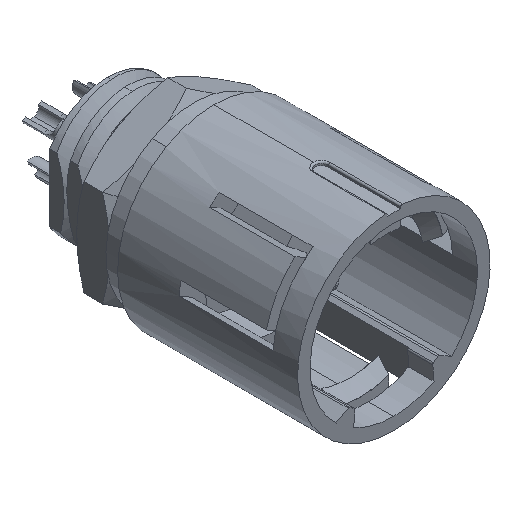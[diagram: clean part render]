
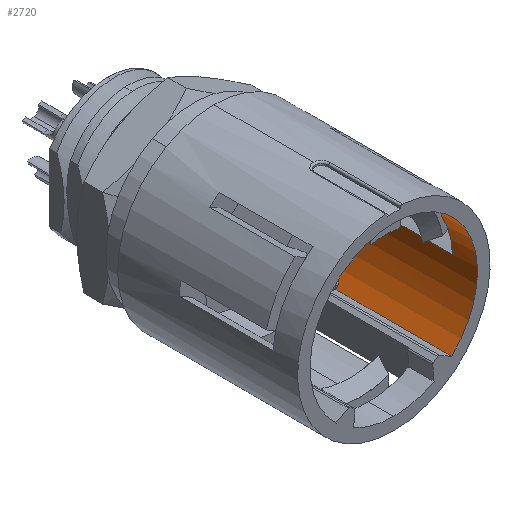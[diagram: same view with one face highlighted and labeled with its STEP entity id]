
A CAD part, isometric view. The second image highlights one B-rep face of the part: STEP entity #2720.
In plain terms, the highlighted cylindrical face has radius 5 mm (diameter 10 mm), a partial arc.
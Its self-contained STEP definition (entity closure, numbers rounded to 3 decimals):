
#83 = VERTEX_POINT ( 'NONE', #4486 ) ;
#127 = VERTEX_POINT ( 'NONE', #6465 ) ;
#131 = CARTESIAN_POINT ( 'NONE',  ( -4.999, 7.1, 0.115 ) ) ;
#183 = EDGE_CURVE ( 'NONE', #3055, #4384, #6013, .T. ) ;
#194 = AXIS2_PLACEMENT_3D ( 'NONE', #5013, #1297, #5639 ) ;
#310 = EDGE_CURVE ( 'NONE', #5897, #5389, #5052, .T. ) ;
#431 = VERTEX_POINT ( 'NONE', #2502 ) ;
#482 = EDGE_CURVE ( 'NONE', #5389, #431, #5723, .T. ) ;
#484 = VERTEX_POINT ( 'NONE', #3685 ) ;
#537 = EDGE_CURVE ( 'NONE', #431, #3641, #623, .T. ) ;
#623 = CIRCLE ( 'NONE', #5428, 5. ) ;
#706 = EDGE_CURVE ( 'NONE', #127, #83, #2875, .T. ) ;
#739 = DIRECTION ( 'NONE',  ( 0., 1., 0. ) ) ;
#751 = ORIENTED_EDGE ( 'NONE', *, *, #482, .T. ) ;
#869 = CIRCLE ( 'NONE', #7435, 5. ) ;
#896 = CARTESIAN_POINT ( 'NONE',  ( 0., 0.5, 0. ) ) ;
#964 = VECTOR ( 'NONE', #5032, 1000. ) ;
#998 = DIRECTION ( 'NONE',  ( 0., -1., 0. ) ) ;
#1112 = ORIENTED_EDGE ( 'NONE', *, *, #7088, .T. ) ;
#1120 = VERTEX_POINT ( 'NONE', #3290 ) ;
#1180 = ORIENTED_EDGE ( 'NONE', *, *, #5922, .F. ) ;
#1255 = VECTOR ( 'NONE', #6575, 1000. ) ;
#1266 = LINE ( 'NONE', #5745, #7547 ) ;
#1279 = LINE ( 'NONE', #2022, #4573 ) ;
#1297 = DIRECTION ( 'NONE',  ( 0., 1., 0. ) ) ;
#1382 = DIRECTION ( 'NONE',  ( 0., -1., 0. ) ) ;
#1398 = DIRECTION ( 'NONE',  ( 0., 1., 0. ) ) ;
#1443 = ORIENTED_EDGE ( 'NONE', *, *, #7180, .T. ) ;
#1495 = DIRECTION ( 'NONE',  ( 0., 0., -1. ) ) ;
#1656 = ORIENTED_EDGE ( 'NONE', *, *, #7288, .T. ) ;
#1674 = DIRECTION ( 'NONE',  ( 0., -1., 0. ) ) ;
#1740 = AXIS2_PLACEMENT_3D ( 'NONE', #4444, #739, #5073 ) ;
#1766 = CARTESIAN_POINT ( 'NONE',  ( 0.9, 7.1, 4.918 ) ) ;
#1828 = CARTESIAN_POINT ( 'NONE',  ( -2.599, 1.5, 4.272 ) ) ;
#2022 = CARTESIAN_POINT ( 'NONE',  ( 0.9, 0., 4.918 ) ) ;
#2033 = DIRECTION ( 'NONE',  ( 0., 1., 0. ) ) ;
#2047 = DIRECTION ( 'NONE',  ( 0., -1., 0. ) ) ;
#2092 = LINE ( 'NONE', #6472, #5430 ) ;
#2118 = DIRECTION ( 'NONE',  ( 0., -1., 0. ) ) ;
#2140 = EDGE_CURVE ( 'NONE', #5604, #5941, #1279, .T. ) ;
#2220 = DIRECTION ( 'NONE',  ( 0., 0., -1. ) ) ;
#2263 = CARTESIAN_POINT ( 'NONE',  ( 0., 7.1, 0. ) ) ;
#2502 = CARTESIAN_POINT ( 'NONE',  ( -4.999, 1.5, 0.115 ) ) ;
#2543 = CARTESIAN_POINT ( 'NONE',  ( -2.599, 0., 4.272 ) ) ;
#2590 = CARTESIAN_POINT ( 'NONE',  ( -2.599, 7.1, 4.272 ) ) ;
#2720 = ADVANCED_FACE ( 'NONE', ( #6573 ), #4389, .F. ) ;
#2875 = LINE ( 'NONE', #5993, #1255 ) ;
#2888 = CARTESIAN_POINT ( 'NONE',  ( 0., 0., 0. ) ) ;
#2898 = DIRECTION ( 'NONE',  ( 0., 0., -1. ) ) ;
#2969 = CARTESIAN_POINT ( 'NONE',  ( 0., 7.1, 0. ) ) ;
#3055 = VERTEX_POINT ( 'NONE', #3109 ) ;
#3070 = DIRECTION ( 'NONE',  ( 0., 0., -1. ) ) ;
#3094 = CIRCLE ( 'NONE', #1740, 5. ) ;
#3109 = CARTESIAN_POINT ( 'NONE',  ( 3.45, 0., -3.619 ) ) ;
#3189 = LINE ( 'NONE', #2543, #964 ) ;
#3290 = CARTESIAN_POINT ( 'NONE',  ( 4.999, 7.1, 0.115 ) ) ;
#3578 = ORIENTED_EDGE ( 'NONE', *, *, #6767, .T. ) ;
#3619 = DIRECTION ( 'NONE',  ( 0., 0., -1. ) ) ;
#3641 = VERTEX_POINT ( 'NONE', #1828 ) ;
#3685 = CARTESIAN_POINT ( 'NONE',  ( 4.999, 1.5, 0.115 ) ) ;
#3841 = VERTEX_POINT ( 'NONE', #2590 ) ;
#3943 = AXIS2_PLACEMENT_3D ( 'NONE', #2888, #1382, #2220 ) ;
#4071 = ORIENTED_EDGE ( 'NONE', *, *, #537, .T. ) ;
#4104 = CARTESIAN_POINT ( 'NONE',  ( -4.999, 0., 0.115 ) ) ;
#4123 = EDGE_CURVE ( 'NONE', #5897, #4925, #4568, .T. ) ;
#4191 = ORIENTED_EDGE ( 'NONE', *, *, #706, .F. ) ;
#4315 = AXIS2_PLACEMENT_3D ( 'NONE', #5791, #2033, #6405 ) ;
#4358 = ORIENTED_EDGE ( 'NONE', *, *, #310, .T. ) ;
#4384 = VERTEX_POINT ( 'NONE', #6214 ) ;
#4388 = VECTOR ( 'NONE', #6140, 1000. ) ;
#4389 = CYLINDRICAL_SURFACE ( 'NONE', #3943, 5. ) ;
#4444 = CARTESIAN_POINT ( 'NONE',  ( 0., 7.1, 0. ) ) ;
#4486 = CARTESIAN_POINT ( 'NONE',  ( -0.9, 7.1, 4.918 ) ) ;
#4568 = LINE ( 'NONE', #6636, #6208 ) ;
#4573 = VECTOR ( 'NONE', #2047, 1000. ) ;
#4602 = ORIENTED_EDGE ( 'NONE', *, *, #6710, .F. ) ;
#4738 = ORIENTED_EDGE ( 'NONE', *, *, #6943, .T. ) ;
#4797 = DIRECTION ( 'NONE',  ( 0., 1., 0. ) ) ;
#4874 = CARTESIAN_POINT ( 'NONE',  ( 0., 7.1, 0. ) ) ;
#4925 = VERTEX_POINT ( 'NONE', #6955 ) ;
#4958 = CIRCLE ( 'NONE', #194, 5. ) ;
#5013 = CARTESIAN_POINT ( 'NONE',  ( 0., 0., 0. ) ) ;
#5032 = DIRECTION ( 'NONE',  ( 0., 1., 0. ) ) ;
#5035 = VERTEX_POINT ( 'NONE', #5873 ) ;
#5052 = CIRCLE ( 'NONE', #7668, 5. ) ;
#5073 = DIRECTION ( 'NONE',  ( 0., 0., -1. ) ) ;
#5205 = CARTESIAN_POINT ( 'NONE',  ( -3.45, 7.1, -3.619 ) ) ;
#5214 = DIRECTION ( 'NONE',  ( 0., 0., -1. ) ) ;
#5233 = DIRECTION ( 'NONE',  ( 0., -1., 0. ) ) ;
#5379 = AXIS2_PLACEMENT_3D ( 'NONE', #2263, #6595, #2898 ) ;
#5389 = VERTEX_POINT ( 'NONE', #131 ) ;
#5428 = AXIS2_PLACEMENT_3D ( 'NONE', #5867, #4797, #3070 ) ;
#5430 = VECTOR ( 'NONE', #2118, 1000. ) ;
#5456 = CARTESIAN_POINT ( 'NONE',  ( 2.599, 1.5, 4.272 ) ) ;
#5604 = VERTEX_POINT ( 'NONE', #1766 ) ;
#5639 = DIRECTION ( 'NONE',  ( 0., 0., -1. ) ) ;
#5686 = CARTESIAN_POINT ( 'NONE',  ( 3.45, 0., -3.619 ) ) ;
#5723 = LINE ( 'NONE', #4104, #7068 ) ;
#5745 = CARTESIAN_POINT ( 'NONE',  ( 4.999, 0., 0.115 ) ) ;
#5791 = CARTESIAN_POINT ( 'NONE',  ( 0., 1.5, 0. ) ) ;
#5856 = CARTESIAN_POINT ( 'NONE',  ( 0.9, 0.5, 4.918 ) ) ;
#5867 = CARTESIAN_POINT ( 'NONE',  ( 0., 1.5, 0. ) ) ;
#5873 = CARTESIAN_POINT ( 'NONE',  ( 2.599, 7.1, 4.272 ) ) ;
#5897 = VERTEX_POINT ( 'NONE', #5205 ) ;
#5922 = EDGE_CURVE ( 'NONE', #5941, #127, #869, .T. ) ;
#5941 = VERTEX_POINT ( 'NONE', #5856 ) ;
#5993 = CARTESIAN_POINT ( 'NONE',  ( -0.9, 0., 4.918 ) ) ;
#6013 = LINE ( 'NONE', #5686, #4388 ) ;
#6063 = ORIENTED_EDGE ( 'NONE', *, *, #2140, .F. ) ;
#6102 = CIRCLE ( 'NONE', #7748, 5. ) ;
#6140 = DIRECTION ( 'NONE',  ( 0., 1., 0. ) ) ;
#6208 = VECTOR ( 'NONE', #1674, 1000. ) ;
#6214 = CARTESIAN_POINT ( 'NONE',  ( 3.45, 7.1, -3.619 ) ) ;
#6344 = ORIENTED_EDGE ( 'NONE', *, *, #6911, .T. ) ;
#6405 = DIRECTION ( 'NONE',  ( 0., 0., -1. ) ) ;
#6465 = CARTESIAN_POINT ( 'NONE',  ( -0.9, 0.5, 4.918 ) ) ;
#6471 = CIRCLE ( 'NONE', #5379, 5. ) ;
#6472 = CARTESIAN_POINT ( 'NONE',  ( 2.599, 0., 4.272 ) ) ;
#6573 = FACE_OUTER_BOUND ( 'NONE', #6864, .T. ) ;
#6575 = DIRECTION ( 'NONE',  ( 0., 1., 0. ) ) ;
#6595 = DIRECTION ( 'NONE',  ( 0., 1., 0. ) ) ;
#6636 = CARTESIAN_POINT ( 'NONE',  ( -3.45, 0., -3.619 ) ) ;
#6710 = EDGE_CURVE ( 'NONE', #4925, #3055, #4958, .T. ) ;
#6767 = EDGE_CURVE ( 'NONE', #1120, #4384, #3094, .T. ) ;
#6864 = EDGE_LOOP ( 'NONE', ( #4358, #751, #4071, #1656, #1443, #4191, #1180, #6063, #1112, #7366, #4738, #6344, #3578, #6953, #4602, #7502 ) ) ;
#6911 = EDGE_CURVE ( 'NONE', #484, #1120, #1266, .T. ) ;
#6943 = EDGE_CURVE ( 'NONE', #7205, #484, #7352, .T. ) ;
#6953 = ORIENTED_EDGE ( 'NONE', *, *, #183, .F. ) ;
#6955 = CARTESIAN_POINT ( 'NONE',  ( -3.45, 0., -3.619 ) ) ;
#7007 = DIRECTION ( 'NONE',  ( 0., 1., 0. ) ) ;
#7033 = EDGE_CURVE ( 'NONE', #5035, #7205, #2092, .T. ) ;
#7068 = VECTOR ( 'NONE', #998, 1000. ) ;
#7088 = EDGE_CURVE ( 'NONE', #5604, #5035, #6471, .T. ) ;
#7180 = EDGE_CURVE ( 'NONE', #3841, #83, #6102, .T. ) ;
#7205 = VERTEX_POINT ( 'NONE', #5456 ) ;
#7212 = DIRECTION ( 'NONE',  ( 0., 1., 0. ) ) ;
#7288 = EDGE_CURVE ( 'NONE', #3641, #3841, #3189, .T. ) ;
#7352 = CIRCLE ( 'NONE', #4315, 5. ) ;
#7366 = ORIENTED_EDGE ( 'NONE', *, *, #7033, .T. ) ;
#7435 = AXIS2_PLACEMENT_3D ( 'NONE', #896, #5233, #1495 ) ;
#7502 = ORIENTED_EDGE ( 'NONE', *, *, #4123, .F. ) ;
#7547 = VECTOR ( 'NONE', #1398, 1000. ) ;
#7668 = AXIS2_PLACEMENT_3D ( 'NONE', #4874, #7007, #5214 ) ;
#7748 = AXIS2_PLACEMENT_3D ( 'NONE', #2969, #7212, #3619 ) ;
